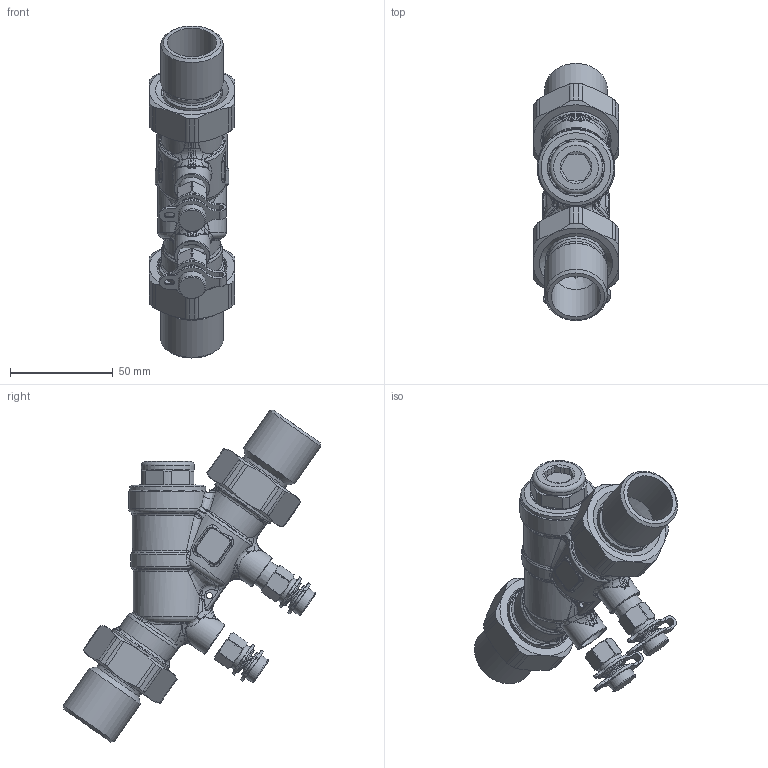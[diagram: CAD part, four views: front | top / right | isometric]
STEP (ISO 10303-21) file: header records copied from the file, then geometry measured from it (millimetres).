
FILE_DESCRIPTION(/* description */ (''),/* implementation_level */ '2;1');
FILE_NAME(/* name */ '128561AF_Simplify_1.stp',/* time_stamp */ '2025-08-14T13:33:40-05:00',/* author */ ('ischreiner'),/* organization */ (''),/* preprocessor_version */ 'ST-DEVELOPER v20',/* originating_system */ 'Autodesk Inventor 2025',/* authorisation */ '');
FILE_SCHEMA (('AUTOMOTIVE_DESIGN { 1 0 10303 214 3 1 1 }'));
Length unit declared in the file: inch
Products named in the file (1): 128561AF_Simplify_1
Bounding box: 41.91 x 125.69 x 161.95 mm (x, y, z)
Volume: 185713.3 mm3; surface area: 49031.1 mm2
Topology: 7 solids, 7 shells, 1191 faces, 2886 edges, 1716 vertices
Faces by surface type: bspline 709, cylinder 180, plane 161, cone 99, torus 38, sphere 4
Full cylindrical faces by diameter (mm): 3 x1, 8 x2, 11.5 x2, 12 x4, 12.2 x2, 13.5 x6, 13.9 x2, 17.5 x2, 24.13 x2, 25.4 x2, 25.8 x1, 27.94 x2, 29.5 x1, 30 x2, 30.048 x2, 30.3 x2, 30.48 x4, 33.1 x2, 37 x1
Entity records: 141538 total; most frequent: CARTESIAN_POINT 117131, ORIENTED_EDGE 5736, DIRECTION 3301, EDGE_CURVE 2868, VERTEX_POINT 1716, AXIS2_PLACEMENT_3D 1416, B_SPLINE_CURVE_WITH_KNOTS 1346, EDGE_LOOP 1234
